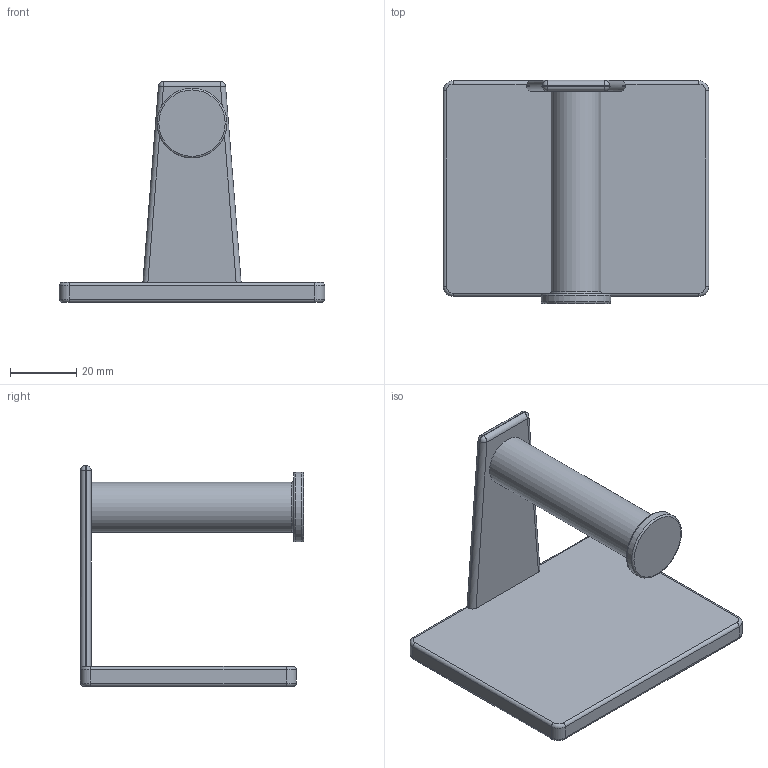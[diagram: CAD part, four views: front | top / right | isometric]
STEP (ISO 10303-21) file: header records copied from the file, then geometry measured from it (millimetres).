
FILE_DESCRIPTION(('Open CASCADE Model'),'2;1');
FILE_NAME('Open CASCADE Shape Model','2025-11-03T08:07:30',('Author'),( 'Open CASCADE'),'Open CASCADE STEP processor 7.8','build123d', 'Unknown');
FILE_SCHEMA(('AUTOMOTIVE_DESIGN { 1 0 10303 214 1 1 1 1 }'));
Length unit declared in the file: millimetre
Products named in the file (1): COMPOUND
Bounding box: 80 x 67.2 x 66.5 mm (x, y, z)
Volume: 37215.8 mm3; surface area: 19369.3 mm2
Topology: 1 solids, 1 shells, 61 faces, 138 edges, 79 vertices
Faces by surface type: cylinder 28, plane 18, torus 11, sphere 4
Full cylindrical faces by diameter (mm): 15 x1, 21 x1, 23 x1
Entity records: 3470 total; most frequent: CARTESIAN_POINT 745, DIRECTION 520, ORIENTED_EDGE 268, PCURVE 268, DEFINITIONAL_REPRESENTATION 268, LINE 238, VECTOR 238, EDGE_CURVE 134
